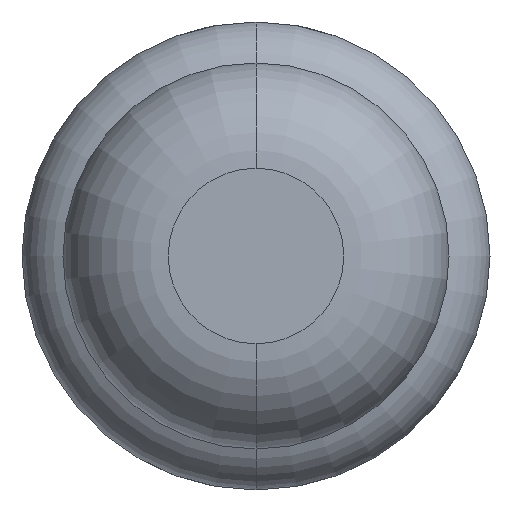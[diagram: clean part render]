
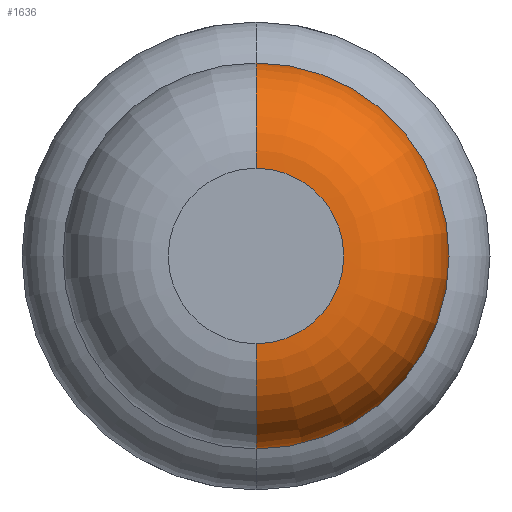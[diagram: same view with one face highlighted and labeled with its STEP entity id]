
A CAD part, front view. The second image highlights one B-rep face of the part: STEP entity #1636.
In plain terms, the highlighted toroidal (fillet/blend) face has major radius 0.375 mm and minor radius 0.45 mm.
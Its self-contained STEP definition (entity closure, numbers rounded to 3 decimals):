
#18 = DIRECTION ( 'NONE',  ( 0., 0., 1. ) ) ;
#151 = DIRECTION ( 'NONE',  ( 0., 1., 0. ) ) ;
#180 = AXIS2_PLACEMENT_3D ( 'NONE', #2681, #151, #2700 ) ;
#290 = VERTEX_POINT ( 'NONE', #567 ) ;
#357 = DIRECTION ( 'NONE',  ( -1., 0., 0. ) ) ;
#444 = EDGE_CURVE ( 'NONE', #2417, #3523, #1035, .T. ) ;
#567 = CARTESIAN_POINT ( 'NONE',  ( 0., -23.55, -0.825 ) ) ;
#581 = EDGE_CURVE ( 'Defeature ausgef�hrt1_2+Defeature ausgef�hrt1_1+Defeature ausgef�hrt1_1+Defeature ausgef�hrt1_1', #2417, #618, #2713, .T. ) ;
#618 = VERTEX_POINT ( 'NONE', #2690 ) ;
#690 = CIRCLE ( 'NONE', #1979, 0.825 ) ;
#832 = EDGE_CURVE ( 'NONE', #618, #290, #986, .T. ) ;
#904 = CARTESIAN_POINT ( 'NONE',  ( 0., -23.55, -0.375 ) ) ;
#909 = ORIENTED_EDGE ( 'NONE', *, *, #581, .T. ) ;
#986 = CIRCLE ( 'NONE', #1359, 0.45 ) ;
#1017 = CARTESIAN_POINT ( 'NONE',  ( 0., -24., 0.375 ) ) ;
#1035 = CIRCLE ( 'NONE', #3542, 0.45 ) ;
#1090 = ORIENTED_EDGE ( 'NONE', *, *, #3129, .F. ) ;
#1302 = ORIENTED_EDGE ( 'NONE', *, *, #444, .F. ) ;
#1359 = AXIS2_PLACEMENT_3D ( 'NONE', #904, #3134, #2884 ) ;
#1636 = ADVANCED_FACE ( 'Defeature ausgef�hrt1_2', ( #1649 ), #1741, .T. ) ;
#1649 = FACE_OUTER_BOUND ( 'NONE', #2917, .T. ) ;
#1741 = TOROIDAL_SURFACE ( 'NONE', #2082, 0.375, 0.45 ) ;
#1752 = DIRECTION ( 'NONE',  ( 0., 0., 1. ) ) ;
#1979 = AXIS2_PLACEMENT_3D ( 'NONE', #3406, #2005, #2558 ) ;
#2005 = DIRECTION ( 'NONE',  ( 0., 1., 0. ) ) ;
#2082 = AXIS2_PLACEMENT_3D ( 'NONE', #2540, #2557, #18 ) ;
#2121 = ORIENTED_EDGE ( 'NONE', *, *, #832, .T. ) ;
#2417 = VERTEX_POINT ( 'NONE', #1017 ) ;
#2501 = CARTESIAN_POINT ( 'NONE',  ( 0., -23.55, 0.825 ) ) ;
#2540 = CARTESIAN_POINT ( 'NONE',  ( 0., -23.55, 0. ) ) ;
#2557 = DIRECTION ( 'NONE',  ( 0., 1., 0. ) ) ;
#2558 = DIRECTION ( 'NONE',  ( 0., 0., 1. ) ) ;
#2681 = CARTESIAN_POINT ( 'NONE',  ( 0., -24., 0. ) ) ;
#2690 = CARTESIAN_POINT ( 'NONE',  ( 0., -24., -0.375 ) ) ;
#2700 = DIRECTION ( 'NONE',  ( 0., 0., 1. ) ) ;
#2713 = CIRCLE ( 'NONE', #180, 0.375 ) ;
#2884 = DIRECTION ( 'NONE',  ( 0., 0., -1. ) ) ;
#2901 = CARTESIAN_POINT ( 'NONE',  ( 0., -23.55, 0.375 ) ) ;
#2917 = EDGE_LOOP ( 'NONE', ( #909, #2121, #1090, #1302 ) ) ;
#3129 = EDGE_CURVE ( 'Defeature ausgef�hrt1_3+Defeature ausgef�hrt1_2+Defeature ausgef�hrt1_2+Defeature ausgef�hrt1_2', #3523, #290, #690, .T. ) ;
#3134 = DIRECTION ( 'NONE',  ( 1., 0., 0. ) ) ;
#3406 = CARTESIAN_POINT ( 'NONE',  ( 0., -23.55, 0. ) ) ;
#3523 = VERTEX_POINT ( 'NONE', #2501 ) ;
#3542 = AXIS2_PLACEMENT_3D ( 'NONE', #2901, #357, #1752 ) ;
